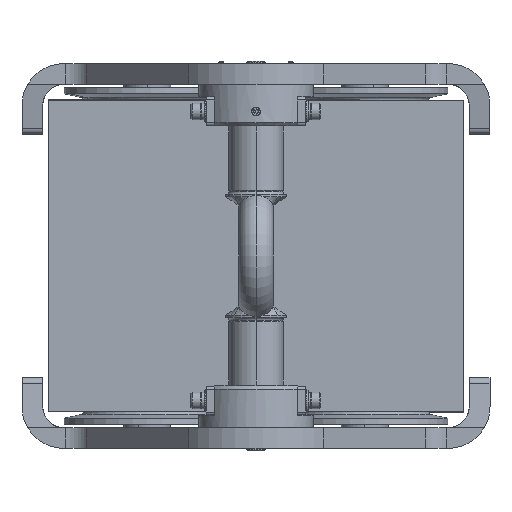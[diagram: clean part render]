
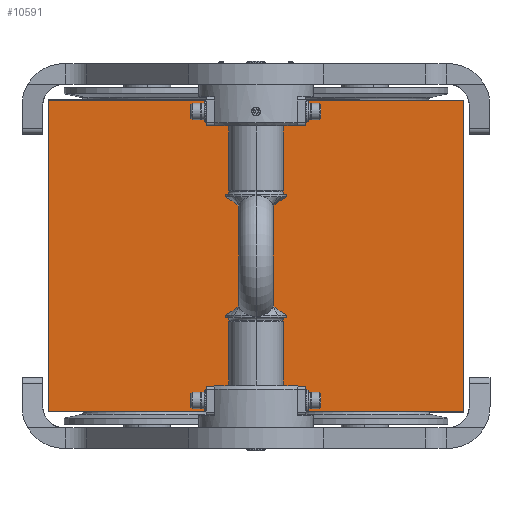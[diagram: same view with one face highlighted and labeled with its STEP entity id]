
A CAD part, front view. The second image highlights one B-rep face of the part: STEP entity #10591.
In plain terms, the highlighted planar face has unit normal (0, -1, 0).
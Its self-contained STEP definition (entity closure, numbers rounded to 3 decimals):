
#1184 = CARTESIAN_POINT ( 'NONE',  ( -200., -150., 150. ) ) ;
#4802 = VECTOR ( 'NONE', #15495, 1000. ) ;
#5733 = EDGE_CURVE ( 'NONE', #8998, #49530, #9923, .T. ) ;
#8998 = VERTEX_POINT ( 'NONE', #1184 ) ;
#9923 = LINE ( 'NONE', #32184, #4802 ) ;
#10591 = ADVANCED_FACE ( 'NONE', ( #18738 ), #14495, .T. ) ;
#11224 = EDGE_CURVE ( 'NONE', #12805, #37312, #23768, .T. ) ;
#12805 = VERTEX_POINT ( 'NONE', #24177 ) ;
#14495 = PLANE ( 'NONE',  #48248 ) ;
#15495 = DIRECTION ( 'NONE',  ( 1., 0., 0. ) ) ;
#15897 = DIRECTION ( 'NONE',  ( 0., -1., 0. ) ) ;
#17506 = EDGE_CURVE ( 'NONE', #49530, #37312, #20366, .T. ) ;
#17948 = CARTESIAN_POINT ( 'NONE',  ( 200., -150., 150. ) ) ;
#18002 = VECTOR ( 'NONE', #48784, 1000. ) ;
#18738 = FACE_OUTER_BOUND ( 'NONE', #30525, .T. ) ;
#20150 = CARTESIAN_POINT ( 'NONE',  ( -200., -150., -150. ) ) ;
#20366 = LINE ( 'NONE', #30289, #24250 ) ;
#23142 = VECTOR ( 'NONE', #51765, 1000. ) ;
#23768 = LINE ( 'NONE', #20150, #18002 ) ;
#24177 = CARTESIAN_POINT ( 'NONE',  ( -200., -150., -150. ) ) ;
#24250 = VECTOR ( 'NONE', #50652, 1000. ) ;
#25110 = ORIENTED_EDGE ( 'NONE', *, *, #44870, .T. ) ;
#25839 = CARTESIAN_POINT ( 'NONE',  ( -200., -150., 150. ) ) ;
#28155 = DIRECTION ( 'NONE',  ( 1., 0., 0. ) ) ;
#29883 = ORIENTED_EDGE ( 'NONE', *, *, #5733, .F. ) ;
#30289 = CARTESIAN_POINT ( 'NONE',  ( 200., -150., 150. ) ) ;
#30525 = EDGE_LOOP ( 'NONE', ( #30735, #29883, #25110, #35399 ) ) ;
#30735 = ORIENTED_EDGE ( 'NONE', *, *, #17506, .F. ) ;
#32184 = CARTESIAN_POINT ( 'NONE',  ( -200., -150., 150. ) ) ;
#32211 = CARTESIAN_POINT ( 'NONE',  ( -200., -150., 150. ) ) ;
#33940 = LINE ( 'NONE', #25839, #23142 ) ;
#35399 = ORIENTED_EDGE ( 'NONE', *, *, #11224, .T. ) ;
#36827 = CARTESIAN_POINT ( 'NONE',  ( 200., -150., -150. ) ) ;
#37312 = VERTEX_POINT ( 'NONE', #36827 ) ;
#44870 = EDGE_CURVE ( 'NONE', #8998, #12805, #33940, .T. ) ;
#48248 = AXIS2_PLACEMENT_3D ( 'NONE', #32211, #15897, #28155 ) ;
#48784 = DIRECTION ( 'NONE',  ( 1., 0., 0. ) ) ;
#49530 = VERTEX_POINT ( 'NONE', #17948 ) ;
#50652 = DIRECTION ( 'NONE',  ( 0., 0., -1. ) ) ;
#51765 = DIRECTION ( 'NONE',  ( 0., 0., -1. ) ) ;
